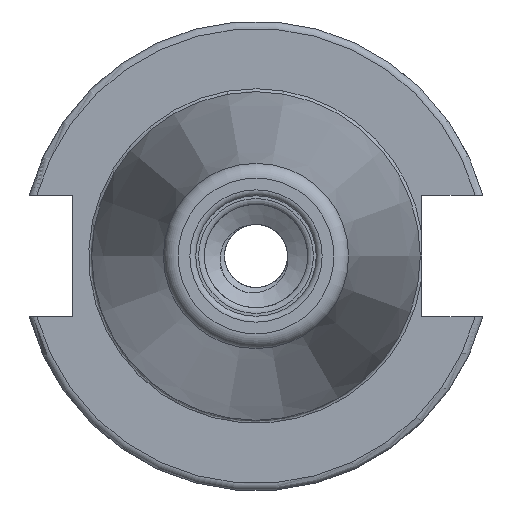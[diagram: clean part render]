
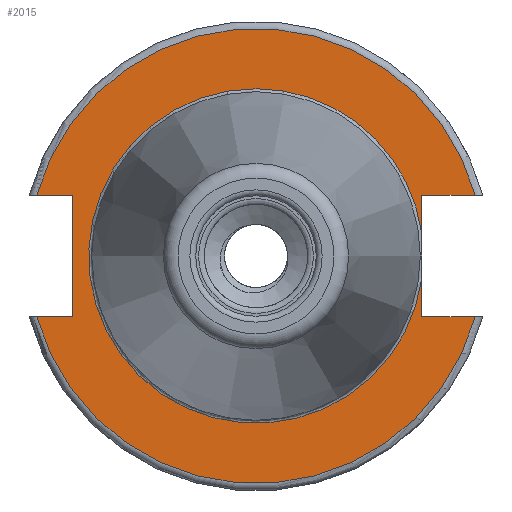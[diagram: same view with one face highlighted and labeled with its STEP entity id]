
A CAD part, left-side view. The second image highlights one B-rep face of the part: STEP entity #2015.
In plain terms, the highlighted planar face has unit normal (-1, 0, 0).
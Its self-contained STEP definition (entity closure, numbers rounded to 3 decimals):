
#72=PLANE('',#2205);
#180=FACE_OUTER_BOUND('',#301,.T.);
#301=EDGE_LOOP('',(#1798,#1799,#1800,#1801,#1802,#1803,#1804,#1805,#1806,
#1807,#1808));
#352=CIRCLE('',#2164,30.775);
#355=CIRCLE('',#2168,22.625);
#356=CIRCLE('',#2169,22.625);
#378=CIRCLE('',#2206,30.775);
#588=LINE('',#8800,#680);
#595=LINE('',#8899,#687);
#597=LINE('',#8902,#689);
#599=LINE('',#8918,#691);
#603=LINE('',#8964,#695);
#604=LINE('',#8976,#696);
#609=LINE('',#9033,#701);
#680=VECTOR('',#2498,10.);
#687=VECTOR('',#2507,10.);
#689=VECTOR('',#2511,10.);
#691=VECTOR('',#2515,10.);
#695=VECTOR('',#2521,10.);
#696=VECTOR('',#2522,10.);
#701=VECTOR('',#2529,10.);
#853=VERTEX_POINT('',#8797);
#854=VERTEX_POINT('',#8799);
#870=VERTEX_POINT('',#8887);
#871=VERTEX_POINT('',#8898);
#873=VERTEX_POINT('',#8915);
#874=VERTEX_POINT('',#8917);
#882=VERTEX_POINT('',#8962);
#883=VERTEX_POINT('',#8963);
#884=VERTEX_POINT('',#8965);
#893=VERTEX_POINT('',#9022);
#896=VERTEX_POINT('',#9056);
#1128=EDGE_CURVE('',#854,#853,#588,.T.);
#1146=EDGE_CURVE('',#871,#870,#595,.T.);
#1148=EDGE_CURVE('',#853,#871,#597,.T.);
#1151=EDGE_CURVE('',#874,#873,#599,.T.);
#1160=EDGE_CURVE('',#882,#883,#603,.T.);
#1162=EDGE_CURVE('',#873,#884,#604,.T.);
#1173=EDGE_CURVE('',#883,#893,#609,.T.);
#1182=EDGE_CURVE('',#854,#893,#352,.T.);
#1185=EDGE_CURVE('',#884,#896,#355,.T.);
#1186=EDGE_CURVE('',#896,#882,#356,.T.);
#1214=EDGE_CURVE('',#874,#870,#378,.T.);
#1798=ORIENTED_EDGE('',*,*,#1146,.T.);
#1799=ORIENTED_EDGE('',*,*,#1214,.F.);
#1800=ORIENTED_EDGE('',*,*,#1151,.T.);
#1801=ORIENTED_EDGE('',*,*,#1162,.T.);
#1802=ORIENTED_EDGE('',*,*,#1185,.T.);
#1803=ORIENTED_EDGE('',*,*,#1186,.T.);
#1804=ORIENTED_EDGE('',*,*,#1160,.T.);
#1805=ORIENTED_EDGE('',*,*,#1173,.T.);
#1806=ORIENTED_EDGE('',*,*,#1182,.F.);
#1807=ORIENTED_EDGE('',*,*,#1128,.T.);
#1808=ORIENTED_EDGE('',*,*,#1148,.T.);
#2015=ADVANCED_FACE('',(#180),#72,.T.);
#2164=AXIS2_PLACEMENT_3D('',#9051,#2564,#2565);
#2168=AXIS2_PLACEMENT_3D('',#9058,#2572,#2573);
#2169=AXIS2_PLACEMENT_3D('',#9059,#2574,#2575);
#2205=AXIS2_PLACEMENT_3D('',#9739,#2650,#2651);
#2206=AXIS2_PLACEMENT_3D('',#9740,#2652,#2653);
#2498=DIRECTION('',(0.,-1.,0.));
#2507=DIRECTION('',(0.,1.,0.));
#2511=DIRECTION('',(0.,0.,-1.));
#2515=DIRECTION('',(0.,1.,0.));
#2521=DIRECTION('',(0.,0.,1.));
#2522=DIRECTION('',(0.,0.,1.));
#2529=DIRECTION('',(0.,-1.,0.));
#2564=DIRECTION('center_axis',(1.,0.,0.));
#2565=DIRECTION('ref_axis',(0.,0.,-1.));
#2572=DIRECTION('center_axis',(1.,0.,0.));
#2573=DIRECTION('ref_axis',(0.,0.,-1.));
#2574=DIRECTION('center_axis',(1.,0.,0.));
#2575=DIRECTION('ref_axis',(0.,0.,-1.));
#2650=DIRECTION('center_axis',(-1.,0.,0.));
#2651=DIRECTION('ref_axis',(0.,0.,1.));
#2652=DIRECTION('center_axis',(1.,0.,0.));
#2653=DIRECTION('ref_axis',(0.,0.,-1.));
#8797=CARTESIAN_POINT('',(3.18,24.8,8.19));
#8799=CARTESIAN_POINT('',(3.18,29.665,8.19));
#8800=CARTESIAN_POINT('',(3.18,27.788,8.19));
#8887=CARTESIAN_POINT('',(3.18,29.665,-8.19));
#8898=CARTESIAN_POINT('',(3.18,24.8,-8.19));
#8899=CARTESIAN_POINT('',(3.18,40.288,-8.19));
#8902=CARTESIAN_POINT('',(3.18,24.8,-4.095));
#8915=CARTESIAN_POINT('',(3.18,-22.41,-8.19));
#8917=CARTESIAN_POINT('',(3.18,-29.665,-8.19));
#8918=CARTESIAN_POINT('',(3.18,4.183,-8.19));
#8962=CARTESIAN_POINT('',(3.18,-22.41,3.112));
#8963=CARTESIAN_POINT('',(3.18,-22.41,8.19));
#8964=CARTESIAN_POINT('',(3.18,-22.41,4.095));
#8965=CARTESIAN_POINT('',(3.18,-22.41,-3.112));
#8976=CARTESIAN_POINT('',(3.18,-22.41,4.095));
#9022=CARTESIAN_POINT('',(3.18,-29.665,8.19));
#9033=CARTESIAN_POINT('',(3.18,-8.318,8.19));
#9051=CARTESIAN_POINT('Origin',(3.18,0.,
0.));
#9056=CARTESIAN_POINT('',(3.18,0.,22.625));
#9058=CARTESIAN_POINT('Origin',(3.18,0.,0.));
#9059=CARTESIAN_POINT('Origin',(3.18,0.,0.));
#9739=CARTESIAN_POINT('Origin',(3.18,30.775,0.));
#9740=CARTESIAN_POINT('Origin',(3.18,0.,
0.));
